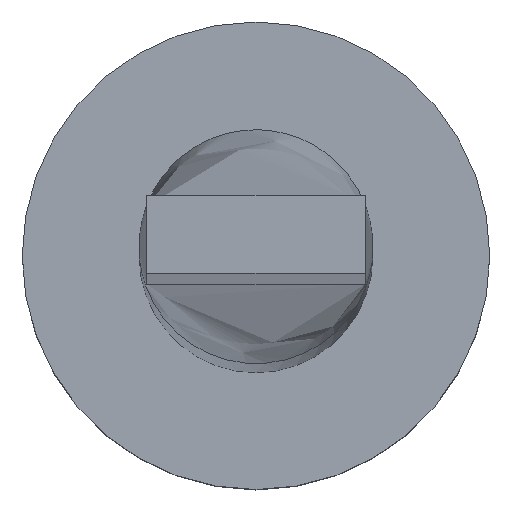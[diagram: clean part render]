
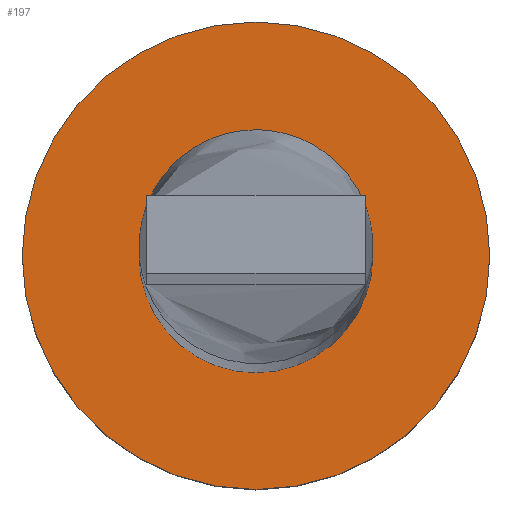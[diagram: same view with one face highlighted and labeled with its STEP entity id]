
A CAD part, top view. The second image highlights one B-rep face of the part: STEP entity #197.
In plain terms, the highlighted planar face has unit normal (0, 0, 1).
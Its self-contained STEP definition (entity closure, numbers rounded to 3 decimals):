
#8 = VERTEX_POINT ( 'NONE', #453 ) ;
#9 = EDGE_CURVE ( 'NONE', #415, #16, #509, .T. ) ;
#11 = PLANE ( 'NONE',  #291 ) ;
#16 = VERTEX_POINT ( 'NONE', #312 ) ;
#31 = AXIS2_PLACEMENT_3D ( 'NONE', #190, #543, #376 ) ;
#41 = DIRECTION ( 'NONE',  ( 1., 0., 0. ) ) ;
#46 = AXIS2_PLACEMENT_3D ( 'NONE', #548, #325, #280 ) ;
#53 = CARTESIAN_POINT ( 'NONE',  ( 1.5, 0., 3. ) ) ;
#66 = ORIENTED_EDGE ( 'NONE', *, *, #385, .T. ) ;
#78 = ORIENTED_EDGE ( 'NONE', *, *, #318, .F. ) ;
#83 = AXIS2_PLACEMENT_3D ( 'NONE', #363, #306, #41 ) ;
#97 = DIRECTION ( 'NONE',  ( 1., 0., 0. ) ) ;
#121 = EDGE_LOOP ( 'NONE', ( #78, #493 ) ) ;
#178 = FACE_BOUND ( 'NONE', #121, .T. ) ;
#190 = CARTESIAN_POINT ( 'NONE',  ( 0., 0., 3. ) ) ;
#197 = ADVANCED_FACE ( 'NONE', ( #178, #409 ), #11, .T. ) ;
#214 = CARTESIAN_POINT ( 'NONE',  ( 3., 0., 3. ) ) ;
#236 = CIRCLE ( 'NONE', #46, 3. ) ;
#253 = AXIS2_PLACEMENT_3D ( 'NONE', #417, #547, #324 ) ;
#280 = DIRECTION ( 'NONE',  ( 1., 0., 0. ) ) ;
#291 = AXIS2_PLACEMENT_3D ( 'NONE', #370, #416, #97 ) ;
#293 = VERTEX_POINT ( 'NONE', #214 ) ;
#306 = DIRECTION ( 'NONE',  ( 0., 0., 1. ) ) ;
#312 = CARTESIAN_POINT ( 'NONE',  ( -1.5, 0., 3. ) ) ;
#318 = EDGE_CURVE ( 'NONE', #16, #415, #356, .T. ) ;
#324 = DIRECTION ( 'NONE',  ( 1., 0., 0. ) ) ;
#325 = DIRECTION ( 'NONE',  ( 0., 0., 1. ) ) ;
#356 = CIRCLE ( 'NONE', #31, 1.5 ) ;
#363 = CARTESIAN_POINT ( 'NONE',  ( 0., 0., 3. ) ) ;
#367 = CIRCLE ( 'NONE', #83, 3. ) ;
#370 = CARTESIAN_POINT ( 'NONE',  ( 0., 0., 3. ) ) ;
#376 = DIRECTION ( 'NONE',  ( 1., 0., 0. ) ) ;
#385 = EDGE_CURVE ( 'NONE', #8, #293, #236, .T. ) ;
#409 = FACE_OUTER_BOUND ( 'NONE', #502, .T. ) ;
#415 = VERTEX_POINT ( 'NONE', #53 ) ;
#416 = DIRECTION ( 'NONE',  ( 0., 0., 1. ) ) ;
#417 = CARTESIAN_POINT ( 'NONE',  ( 0., 0., 3. ) ) ;
#453 = CARTESIAN_POINT ( 'NONE',  ( -3., 0., 3. ) ) ;
#478 = ORIENTED_EDGE ( 'NONE', *, *, #504, .T. ) ;
#493 = ORIENTED_EDGE ( 'NONE', *, *, #9, .F. ) ;
#502 = EDGE_LOOP ( 'NONE', ( #66, #478 ) ) ;
#504 = EDGE_CURVE ( 'NONE', #293, #8, #367, .T. ) ;
#509 = CIRCLE ( 'NONE', #253, 1.5 ) ;
#543 = DIRECTION ( 'NONE',  ( 0., 0., 1. ) ) ;
#547 = DIRECTION ( 'NONE',  ( 0., 0., 1. ) ) ;
#548 = CARTESIAN_POINT ( 'NONE',  ( 0., 0., 3. ) ) ;
